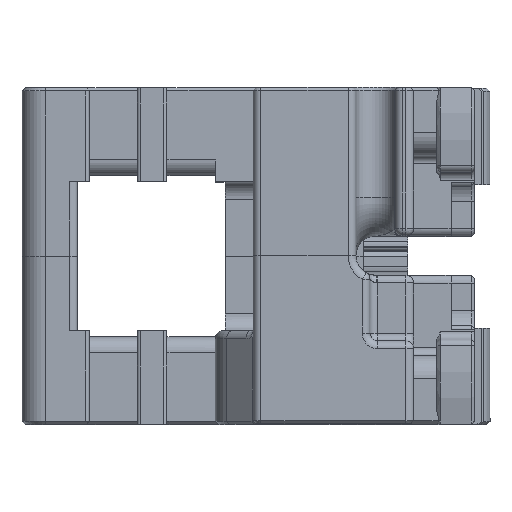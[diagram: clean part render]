
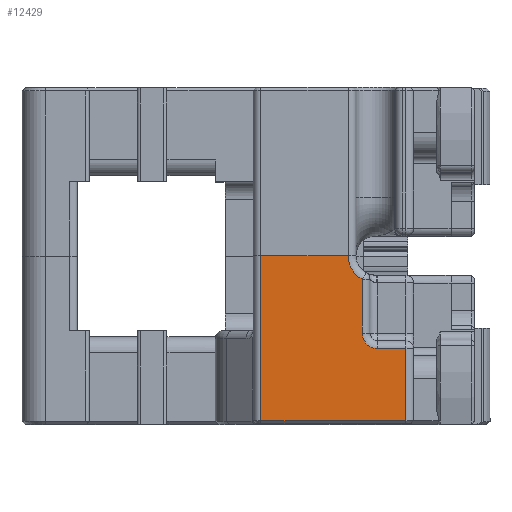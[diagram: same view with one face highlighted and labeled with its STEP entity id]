
A CAD part, top view. The second image highlights one B-rep face of the part: STEP entity #12429.
In plain terms, the highlighted planar face has unit normal (0, 0, 1).
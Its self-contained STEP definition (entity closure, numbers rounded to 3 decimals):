
#219=PLANE('',#13392);
#778=CIRCLE('',#13250,3.5);
#783=CIRCLE('',#13257,2.);
#1457=LINE('',#19566,#2700);
#1470=LINE('',#19672,#2713);
#1472=LINE('',#19683,#2715);
#1481=LINE('',#19714,#2724);
#1488=LINE('',#19733,#2731);
#1525=LINE('',#19888,#2768);
#2700=VECTOR('',#15076,10.);
#2713=VECTOR('',#15141,10.);
#2715=VECTOR('',#15155,10.);
#2724=VECTOR('',#15196,10.);
#2731=VECTOR('',#15213,10.);
#2768=VECTOR('',#15346,10.);
#4055=FACE_OUTER_BOUND('',#4795,.T.);
#4795=EDGE_LOOP('',(#9660,#9661,#9662,#9663,#9664,#9665,#9666,#9667));
#5717=VERTEX_POINT('',#19558);
#5719=VERTEX_POINT('',#19564);
#5731=VERTEX_POINT('',#19598);
#5739=VERTEX_POINT('',#19663);
#5740=VERTEX_POINT('',#19668);
#5742=VERTEX_POINT('',#19674);
#5750=VERTEX_POINT('',#19713);
#5757=VERTEX_POINT('',#19731);
#7028=EDGE_CURVE('',#5719,#5717,#1457,.T.);
#7057=EDGE_CURVE('',#5739,#5731,#778,.T.);
#7061=EDGE_CURVE('',#5731,#5740,#1470,.T.);
#7064=EDGE_CURVE('',#5740,#5742,#783,.T.);
#7067=EDGE_CURVE('',#5742,#5719,#1472,.T.);
#7082=EDGE_CURVE('',#5717,#5750,#1481,.T.);
#7092=EDGE_CURVE('',#5757,#5739,#1488,.T.);
#7158=EDGE_CURVE('',#5750,#5757,#1525,.T.);
#9660=ORIENTED_EDGE('',*,*,#7057,.F.);
#9661=ORIENTED_EDGE('',*,*,#7092,.F.);
#9662=ORIENTED_EDGE('',*,*,#7158,.F.);
#9663=ORIENTED_EDGE('',*,*,#7082,.F.);
#9664=ORIENTED_EDGE('',*,*,#7028,.F.);
#9665=ORIENTED_EDGE('',*,*,#7067,.F.);
#9666=ORIENTED_EDGE('',*,*,#7064,.F.);
#9667=ORIENTED_EDGE('',*,*,#7061,.F.);
#12429=ADVANCED_FACE('',(#4055),#219,.F.);
#13250=AXIS2_PLACEMENT_3D('',#19665,#15132,#15133);
#13257=AXIS2_PLACEMENT_3D('',#19678,#15148,#15149);
#13392=AXIS2_PLACEMENT_3D('',#20039,#15519,#15520);
#15076=DIRECTION('',(0.,-1.,0.));
#15132=DIRECTION('center_axis',(0.,0.,
1.));
#15133=DIRECTION('ref_axis',(-0.8,-0.6,0.));
#15141=DIRECTION('',(0.,-1.,0.));
#15148=DIRECTION('center_axis',(0.,0.,
1.));
#15149=DIRECTION('ref_axis',(-0.707,-0.707,0.));
#15155=DIRECTION('',(1.,0.,0.));
#15196=DIRECTION('',(-1.,0.,0.));
#15213=DIRECTION('',(1.,0.,0.));
#15346=DIRECTION('',(0.,1.,0.));
#15519=DIRECTION('center_axis',(0.,0.,
-1.));
#15520=DIRECTION('ref_axis',(-1.,0.,0.));
#19558=CARTESIAN_POINT('',(-54.229,107.342,40.967));
#19564=CARTESIAN_POINT('',(-54.229,116.592,40.967));
#19566=CARTESIAN_POINT('',(-54.229,123.442,40.967));
#19598=CARTESIAN_POINT('',(-59.829,125.483,40.967));
#19663=CARTESIAN_POINT('',(-61.629,128.542,40.967));
#19665=CARTESIAN_POINT('Origin',(-58.129,128.542,40.967));
#19668=CARTESIAN_POINT('',(-59.829,118.592,40.967));
#19672=CARTESIAN_POINT('',(-59.829,113.642,40.967));
#19674=CARTESIAN_POINT('',(-57.829,116.592,40.967));
#19678=CARTESIAN_POINT('Origin',(-57.829,118.592,40.967));
#19683=CARTESIAN_POINT('',(-56.179,116.592,40.967));
#19713=CARTESIAN_POINT('',(-72.829,107.342,40.967));
#19714=CARTESIAN_POINT('',(-49.029,107.342,40.967));
#19731=CARTESIAN_POINT('',(-72.829,128.542,40.967));
#19733=CARTESIAN_POINT('',(-60.765,128.542,40.967));
#19888=CARTESIAN_POINT('',(-72.829,115.855,40.967));
#20039=CARTESIAN_POINT('Origin',(-53.729,108.542,40.967));
